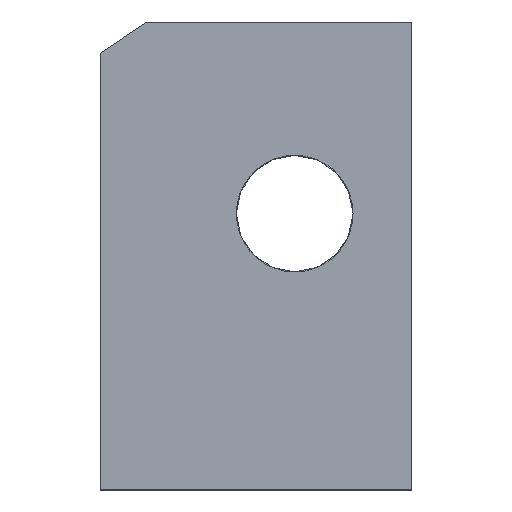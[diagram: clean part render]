
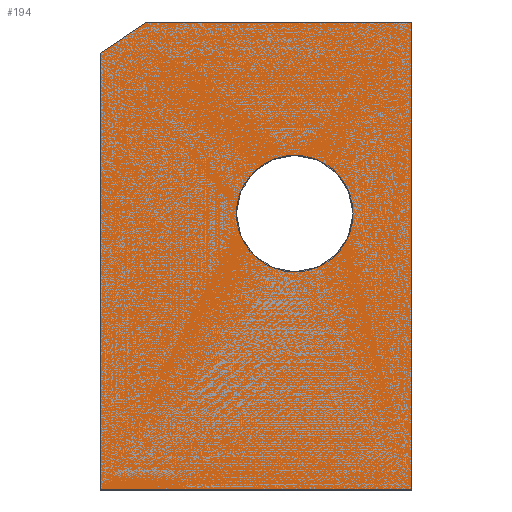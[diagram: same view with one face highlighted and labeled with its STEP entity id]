
A CAD part, top view. The second image highlights one B-rep face of the part: STEP entity #194.
In plain terms, the highlighted planar face has unit normal (0, 0, 1).
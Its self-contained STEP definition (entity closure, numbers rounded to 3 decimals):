
#193=FACE_BOUND('',#190,.T.) ;
#43=VERTEX_POINT('VP2',#42) ;
#57=VERTEX_POINT('VP4',#56) ;
#100=VERTEX_POINT('VP6',#99) ;
#114=VERTEX_POINT('VP8',#113) ;
#145=VERTEX_POINT('VP10',#144) ;
#169=VERTEX_POINT('VP11',#168) ;
#176=VERTEX_POINT('VP12',#175) ;
#118=VECTOR('Line Direction',#117,1.) ;
#149=VECTOR('Line Direction',#148,1.) ;
#166=VECTOR('Line Direction',#165,1.) ;
#173=VECTOR('Line Direction',#172,1.) ;
#180=VECTOR('Line Direction',#179,1.) ;
#60=DIRECTION('Axis2P3D Direction',(0.,-0.,-1.)) ;
#77=DIRECTION('Axis2P3D Direction',(0.,-0.,-1.)) ;
#117=DIRECTION('Vector Direction',(-1.,0.,0.)) ;
#148=DIRECTION('Vector Direction',(0.,-1.,0.)) ;
#160=DIRECTION('Axis2P3D Direction',(0.,0.,1.)) ;
#161=DIRECTION('Axis2P3D XDirection',(1.,0.,0.)) ;
#165=DIRECTION('Vector Direction',(0.,1.,0.)) ;
#172=DIRECTION('Vector Direction',(1.,0.,0.)) ;
#179=DIRECTION('Vector Direction',(0.83,0.557,0.)) ;
#42=CARTESIAN_POINT('Vertex',(-3.2,6.9,6.4)) ;
#56=CARTESIAN_POINT('Vertex',(15.8,6.9,6.4)) ;
#59=CARTESIAN_POINT('Axis2P3D Location',(6.3,6.9,6.4)) ;
#76=CARTESIAN_POINT('Axis2P3D Location',(6.3,6.9,6.4)) ;
#99=CARTESIAN_POINT('Vertex',(-25.4,-38.1,6.4)) ;
#113=CARTESIAN_POINT('Vertex',(25.4,-38.1,6.4)) ;
#116=CARTESIAN_POINT('Line Origine',(0.,-38.1,6.4)) ;
#144=CARTESIAN_POINT('Vertex',(25.4,38.1,6.4)) ;
#147=CARTESIAN_POINT('Line Origine',(25.4,0.,6.4)) ;
#159=CARTESIAN_POINT('Axis2P3D Location',(0.,0.,6.4)) ;
#164=CARTESIAN_POINT('Line Origine',(-25.4,-2.55,6.4)) ;
#168=CARTESIAN_POINT('Vertex',(-25.4,33.,6.4)) ;
#171=CARTESIAN_POINT('Line Origine',(3.8,38.1,6.4)) ;
#175=CARTESIAN_POINT('Vertex',(-17.8,38.1,6.4)) ;
#178=CARTESIAN_POINT('Line Origine',(-21.6,35.55,6.4)) ;
#61=AXIS2_PLACEMENT_3D('Circle Axis2P3D',#59,#60,$) ;
#78=AXIS2_PLACEMENT_3D('Circle Axis2P3D',#76,#77,$) ;
#162=AXIS2_PLACEMENT_3D('Plane Axis2P3D',#159,#160,#161) ;
#62=CIRCLE('generated circle',#61,9.5) ;
#79=CIRCLE('generated circle',#78,9.5) ;
#119=LINE('Line',#116,#118) ;
#150=LINE('Line',#147,#149) ;
#167=LINE('Line',#164,#166) ;
#174=LINE('Line',#171,#173) ;
#181=LINE('Line',#178,#180) ;
#163=PLANE('',#162) ;
#63=EDGE_CURVE('EC4',#57,#43,#62,.F.) ;
#80=EDGE_CURVE('EC6',#43,#57,#79,.F.) ;
#120=EDGE_CURVE('EC10',#100,#114,#119,.F.) ;
#151=EDGE_CURVE('EC13',#114,#145,#150,.F.) ;
#170=EDGE_CURVE('EC14',#169,#100,#167,.F.) ;
#177=EDGE_CURVE('EC15',#145,#176,#174,.F.) ;
#182=EDGE_CURVE('EC16',#169,#176,#181,.T.) ;
#184=ORIENTED_EDGE('',*,*,#170,.T.) ;
#185=ORIENTED_EDGE('',*,*,#120,.T.) ;
#186=ORIENTED_EDGE('',*,*,#151,.T.) ;
#187=ORIENTED_EDGE('',*,*,#177,.T.) ;
#188=ORIENTED_EDGE('',*,*,#182,.F.) ;
#191=ORIENTED_EDGE('',*,*,#80,.F.) ;
#192=ORIENTED_EDGE('',*,*,#63,.F.) ;
#183=EDGE_LOOP('',(#184,#185,#186,#187,#188)) ;
#190=EDGE_LOOP('',(#191,#192)) ;
#194=ADVANCED_FACE('PartBody5',(#189,#193),#163,.T.) ;
#189=FACE_OUTER_BOUND('',#183,.T.) ;
